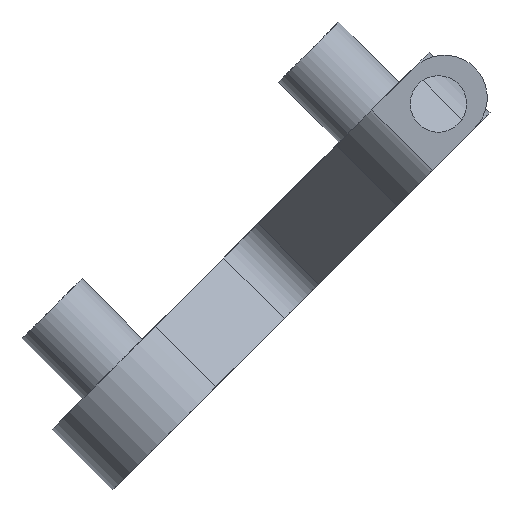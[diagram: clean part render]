
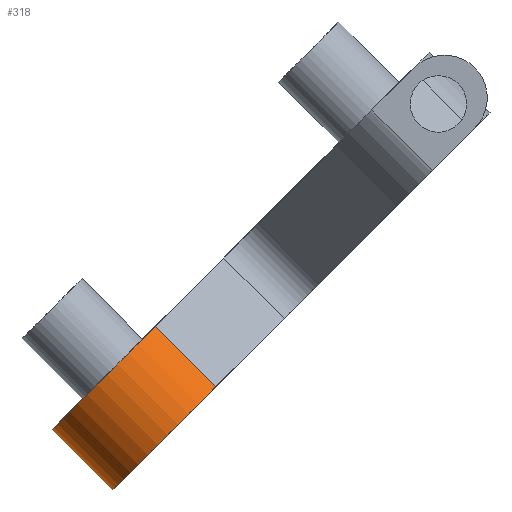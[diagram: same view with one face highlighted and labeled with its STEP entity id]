
A CAD part, left-side view. The second image highlights one B-rep face of the part: STEP entity #318.
In plain terms, the highlighted cylindrical face has radius 5 mm (diameter 10 mm), a partial arc.
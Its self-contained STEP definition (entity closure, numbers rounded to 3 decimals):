
#12 = DIRECTION ( 'NONE',  ( -1., 0., 0. ) ) ;
#18 = CARTESIAN_POINT ( 'NONE',  ( 2.5, 20.896, -9.754 ) ) ;
#73 = AXIS2_PLACEMENT_3D ( 'NONE', #911, #477, #843 ) ;
#79 = DIRECTION ( 'NONE',  ( 0., 0.707, 0.707 ) ) ;
#105 = VECTOR ( 'NONE', #840, 1000. ) ;
#146 = LINE ( 'NONE', #905, #677 ) ;
#227 = CARTESIAN_POINT ( 'NONE',  ( -2.5, 27.967, -16.825 ) ) ;
#246 = FACE_OUTER_BOUND ( 'NONE', #247, .T. ) ;
#247 = EDGE_LOOP ( 'NONE', ( #296, #940, #501, #279 ) ) ;
#279 = ORIENTED_EDGE ( 'NONE', *, *, #533, .T. ) ;
#284 = LINE ( 'NONE', #834, #105 ) ;
#295 = AXIS2_PLACEMENT_3D ( 'NONE', #920, #12, #79 ) ;
#296 = ORIENTED_EDGE ( 'NONE', *, *, #903, .T. ) ;
#303 = VERTEX_POINT ( 'NONE', #326 ) ;
#318 = ADVANCED_FACE ( 'NONE', ( #246 ), #626, .T. ) ;
#326 = CARTESIAN_POINT ( 'NONE',  ( -2.5, 20.896, -9.754 ) ) ;
#372 = CIRCLE ( 'NONE', #295, 5. ) ;
#403 = AXIS2_PLACEMENT_3D ( 'NONE', #710, #590, #962 ) ;
#477 = DIRECTION ( 'NONE',  ( 1., 0., 0. ) ) ;
#501 = ORIENTED_EDGE ( 'NONE', *, *, #723, .F. ) ;
#515 = VERTEX_POINT ( 'NONE', #227 ) ;
#533 = EDGE_CURVE ( 'NONE', #303, #777, #146, .T. ) ;
#590 = DIRECTION ( 'NONE',  ( -1., 0., 0. ) ) ;
#626 = CYLINDRICAL_SURFACE ( 'NONE', #73, 5. ) ;
#647 = CARTESIAN_POINT ( 'NONE',  ( 2.5, 27.967, -16.825 ) ) ;
#677 = VECTOR ( 'NONE', #812, 1000. ) ;
#710 = CARTESIAN_POINT ( 'NONE',  ( 2.5, 24.432, -13.289 ) ) ;
#723 = EDGE_CURVE ( 'NONE', #303, #515, #372, .T. ) ;
#777 = VERTEX_POINT ( 'NONE', #18 ) ;
#810 = VERTEX_POINT ( 'NONE', #647 ) ;
#812 = DIRECTION ( 'NONE',  ( 1., 0., 0. ) ) ;
#828 = CIRCLE ( 'NONE', #403, 5. ) ;
#834 = CARTESIAN_POINT ( 'NONE',  ( -2.5, 27.967, -16.825 ) ) ;
#840 = DIRECTION ( 'NONE',  ( 1., 0., 0. ) ) ;
#843 = DIRECTION ( 'NONE',  ( 0., -0.707, -0.707 ) ) ;
#903 = EDGE_CURVE ( 'NONE', #777, #810, #828, .T. ) ;
#905 = CARTESIAN_POINT ( 'NONE',  ( -2.5, 20.896, -9.754 ) ) ;
#911 = CARTESIAN_POINT ( 'NONE',  ( -2.5, 24.432, -13.289 ) ) ;
#920 = CARTESIAN_POINT ( 'NONE',  ( -2.5, 24.432, -13.289 ) ) ;
#924 = EDGE_CURVE ( 'NONE', #515, #810, #284, .T. ) ;
#940 = ORIENTED_EDGE ( 'NONE', *, *, #924, .F. ) ;
#962 = DIRECTION ( 'NONE',  ( 0., 0.707, 0.707 ) ) ;
